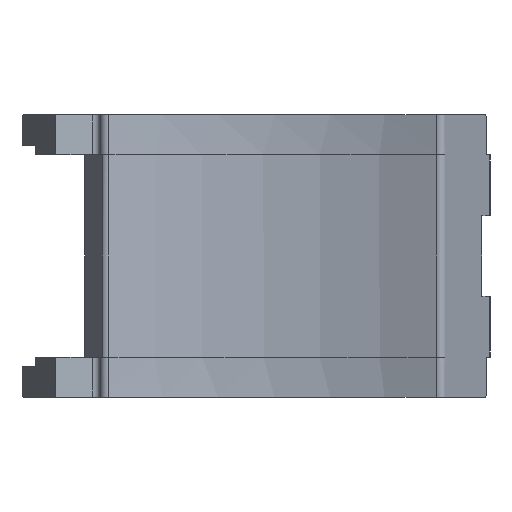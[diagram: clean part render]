
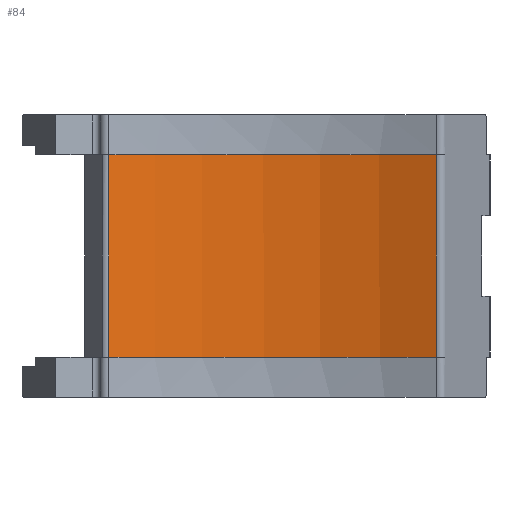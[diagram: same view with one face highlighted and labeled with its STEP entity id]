
A CAD part, front view. The second image highlights one B-rep face of the part: STEP entity #84.
In plain terms, the highlighted cylindrical face has radius 62.94 mm (diameter 125.88 mm), a partial arc.
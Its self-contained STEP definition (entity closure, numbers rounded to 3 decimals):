
#40=B_SPLINE_CURVE_WITH_KNOTS('',3,(#1278,#1279,#1280,#1281,#1282,#1283),
 .UNSPECIFIED.,.F.,.F.,(4,2,4),(0.,0.5,1.),.UNSPECIFIED.);
#41=B_SPLINE_CURVE_WITH_KNOTS('',3,(#1288,#1289,#1290,#1291,#1292,#1293),
 .UNSPECIFIED.,.F.,.F.,(4,2,4),(0.,0.5,1.),.UNSPECIFIED.);
#59=CYLINDRICAL_SURFACE('',#859,62.94);
#84=ADVANCED_FACE('',(#149),#59,.F.);
#149=FACE_OUTER_BOUND('',#193,.T.);
#193=EDGE_LOOP('',(#326,#327,#328,#329));
#326=ORIENTED_EDGE('',*,*,#629,.T.);
#327=ORIENTED_EDGE('',*,*,#630,.T.);
#328=ORIENTED_EDGE('',*,*,#631,.F.);
#329=ORIENTED_EDGE('',*,*,#632,.F.);
#544=VERTEX_POINT('',#1284);
#545=VERTEX_POINT('',#1285);
#546=VERTEX_POINT('',#1287);
#547=VERTEX_POINT('',#1294);
#629=EDGE_CURVE('',#544,#545,#40,.T.);
#630=EDGE_CURVE('',#545,#546,#723,.T.);
#631=EDGE_CURVE('',#547,#546,#41,.T.);
#632=EDGE_CURVE('',#544,#547,#724,.T.);
#723=LINE('',#1286,#791);
#724=LINE('',#1295,#792);
#791=VECTOR('',#1001,1.);
#792=VECTOR('',#1002,1.);
#859=AXIS2_PLACEMENT_3D('',#1296,#1003,#1004);
#1001=DIRECTION('',(0.,0.,-1.));
#1002=DIRECTION('',(0.,0.,-1.));
#1003=DIRECTION('',(0.,0.,-1.));
#1004=DIRECTION('',(-1.,0.,0.));
#1278=CARTESIAN_POINT('',(28.3,-11.329,15.9));
#1279=CARTESIAN_POINT('',(20.413,-7.292,15.9));
#1280=CARTESIAN_POINT('',(11.665,-4.947,15.9));
#1281=CARTESIAN_POINT('',(-6.033,-4.049,15.9));
#1282=CARTESIAN_POINT('',(-14.974,-5.495,15.9));
#1283=CARTESIAN_POINT('',(-23.229,-8.713,15.9));
#1284=CARTESIAN_POINT('',(28.307,-11.332,15.9));
#1285=CARTESIAN_POINT('',(-23.229,-8.713,15.9));
#1286=CARTESIAN_POINT('',(-23.229,-8.713,15.9));
#1287=CARTESIAN_POINT('',(-23.236,-8.715,-15.9));
#1288=CARTESIAN_POINT('',(28.307,-11.332,-15.9));
#1289=CARTESIAN_POINT('',(20.418,-7.293,-15.9));
#1290=CARTESIAN_POINT('',(11.667,-4.947,-15.9));
#1291=CARTESIAN_POINT('',(-6.036,-4.049,-15.9));
#1292=CARTESIAN_POINT('',(-14.979,-5.496,-15.9));
#1293=CARTESIAN_POINT('',(-23.236,-8.715,-15.9));
#1294=CARTESIAN_POINT('',(28.307,-11.332,-15.9));
#1295=CARTESIAN_POINT('',(28.3,-11.329,15.9));
#1296=CARTESIAN_POINT('',(-0.376,-67.357,15.9));
